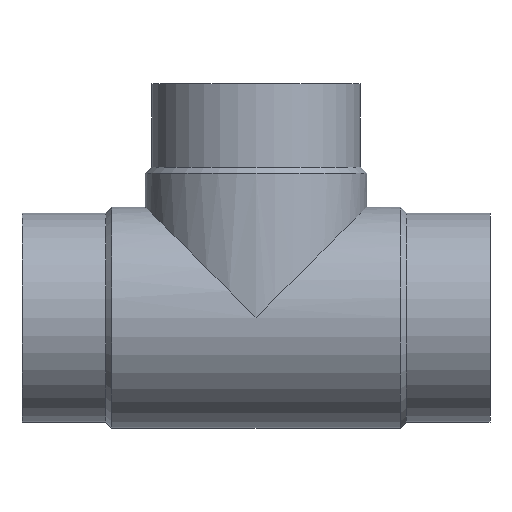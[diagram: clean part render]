
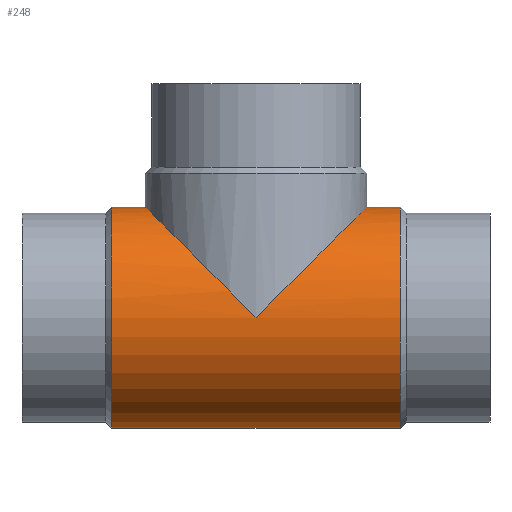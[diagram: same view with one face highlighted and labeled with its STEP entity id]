
A CAD part, top view. The second image highlights one B-rep face of the part: STEP entity #248.
In plain terms, the highlighted cylindrical face has radius 66.2 mm (diameter 132.4 mm), a partial arc.
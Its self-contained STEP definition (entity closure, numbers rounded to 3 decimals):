
#158 = EDGE_CURVE( '', #324, #356, #404, .T. );
#174 = EDGE_CURVE( '', #246, #356, #420, .T. );
#180 = VERTEX_POINT( '', #427 );
#206 = VERTEX_POINT( '', #456 );
#242 = EDGE_CURVE( '', #286, #180, #493, .T. );
#246 = VERTEX_POINT( '', #497 );
#248 = ADVANCED_FACE( '', ( #499 ), #500, .T. );
#286 = VERTEX_POINT( '', #542 );
#322 = EDGE_CURVE( '', #326, #206, #583, .T. );
#324 = VERTEX_POINT( '', #585 );
#326 = VERTEX_POINT( '', #587 );
#334 = EDGE_CURVE( '', #180, #326, #595, .T. );
#338 = EDGE_CURVE( '', #324, #286, #599, .T. );
#350 = EDGE_CURVE( '', #206, #246, #616, .T. );
#356 = VERTEX_POINT( '', #623 );
#404 = CIRCLE( '', #665, 66.2 );
#420 = LINE( '', #688, #689 );
#427 = CARTESIAN_POINT( '', ( -53.7, 66.2, 0. ) );
#456 = CARTESIAN_POINT( '', ( -140., 0., 66.2 ) );
#493 = CIRCLE( '', #790, 66.2 );
#497 = CARTESIAN_POINT( '', ( -206.2, 66.2, 0. ) );
#499 = FACE_OUTER_BOUND( '', #797, .T. );
#500 = CYLINDRICAL_SURFACE( '', #798, 66.2 );
#542 = CARTESIAN_POINT( '', ( -53.7, -66.2, 0. ) );
#583 = ELLIPSE( '', #902, 93.621, 66.2 );
#585 = CARTESIAN_POINT( '', ( -226.3, -66.2, 0. ) );
#587 = CARTESIAN_POINT( '', ( -73.8, 66.2, 0. ) );
#595 = LINE( '', #918, #919 );
#599 = LINE( '', #926, #927 );
#616 = ELLIPSE( '', #946, 93.621, 66.2 );
#623 = CARTESIAN_POINT( '', ( -226.3, 66.2, 0. ) );
#665 = AXIS2_PLACEMENT_3D( '', #1013, #1014, #1015 );
#688 = CARTESIAN_POINT( '', ( -140., 66.2, 0. ) );
#689 = VECTOR( '', #1024, 1. );
#790 = AXIS2_PLACEMENT_3D( '', #1111, #1112, #1113 );
#797 = EDGE_LOOP( '', ( #1118, #1119, #1120, #1121, #1122, #1123, #1124 ) );
#798 = AXIS2_PLACEMENT_3D( '', #1125, #1126, #1127 );
#902 = AXIS2_PLACEMENT_3D( '', #1226, #1227, #1228 );
#918 = CARTESIAN_POINT( '', ( -140., 66.2, 0. ) );
#919 = VECTOR( '', #1233, 1. );
#926 = CARTESIAN_POINT( '', ( -140., -66.2, 0. ) );
#927 = VECTOR( '', #1235, 1. );
#946 = AXIS2_PLACEMENT_3D( '', #1274, #1275, #1276 );
#1013 = CARTESIAN_POINT( '', ( -226.3, 0., 0. ) );
#1014 = DIRECTION( '', ( -1., 0., 0. ) );
#1015 = DIRECTION( '', ( 0., 1., 0. ) );
#1024 = DIRECTION( '', ( -1., 0., 0. ) );
#1111 = CARTESIAN_POINT( '', ( -53.7, 0., 0. ) );
#1112 = DIRECTION( '', ( -1., 0., 0. ) );
#1113 = DIRECTION( '', ( 0., 1., 0. ) );
#1118 = ORIENTED_EDGE( '', *, *, #334, .T. );
#1119 = ORIENTED_EDGE( '', *, *, #322, .T. );
#1120 = ORIENTED_EDGE( '', *, *, #350, .T. );
#1121 = ORIENTED_EDGE( '', *, *, #174, .T. );
#1122 = ORIENTED_EDGE( '', *, *, #158, .F. );
#1123 = ORIENTED_EDGE( '', *, *, #338, .T. );
#1124 = ORIENTED_EDGE( '', *, *, #242, .T. );
#1125 = CARTESIAN_POINT( '', ( -140., 0., 0. ) );
#1126 = DIRECTION( '', ( 1., 0., 0. ) );
#1127 = DIRECTION( '', ( 0., 1., 0. ) );
#1226 = CARTESIAN_POINT( '', ( -140., 0., 0. ) );
#1227 = DIRECTION( '', ( 0.707, -0.707, 0. ) );
#1228 = DIRECTION( '', ( 0.707, 0.707, 0. ) );
#1233 = DIRECTION( '', ( -1., 0., 0. ) );
#1235 = DIRECTION( '', ( 1., 0., 0. ) );
#1274 = CARTESIAN_POINT( '', ( -140., 0., 0. ) );
#1275 = DIRECTION( '', ( -0.707, -0.707, 0. ) );
#1276 = DIRECTION( '', ( 0.707, -0.707, 0. ) );
